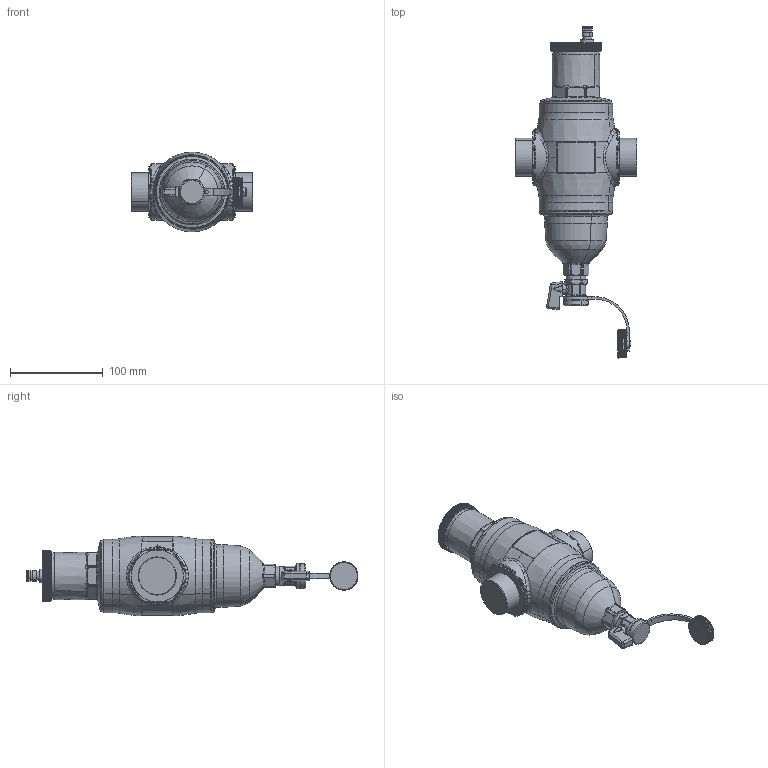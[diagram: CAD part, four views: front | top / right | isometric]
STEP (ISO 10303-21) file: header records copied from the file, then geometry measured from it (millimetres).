
FILE_DESCRIPTION(('CATIA V5 STEP Exchange'),'2;1');
FILE_NAME('546097A (STP).stp','2016-03-15T15:31:26+00:00',('none'),('none'),'CATIA Version 5-6 Release 2014 SP5','CATIA V5 STEP AP203','none');
FILE_SCHEMA(('CONFIG_CONTROL_DESIGN'));
Length unit declared in the file: millimetre
Products named in the file (1): 546097A -  TST
Bounding box: 131 x 357.75 x 85.87 mm (x, y, z)
Volume: 1069397.3 mm3; surface area: 77449 mm2
Topology: 1 solids, 2 shells, 1891 faces, 5210 edges, 3330 vertices
Faces by surface type: cylinder 1083, plane 336, bspline 274, torus 103, cone 81, revolution 10, sphere 4
Entity records: 81301 total; most frequent: CARTESIAN_POINT 41802, ORIENTED_EDGE 10408, EDGE_CURVE 5204, DIRECTION 4654, VERTEX_POINT 3330, B_SPLINE_CURVE_WITH_KNOTS 2574, AXIS2_PLACEMENT_3D 2100, EDGE_LOOP 1906
